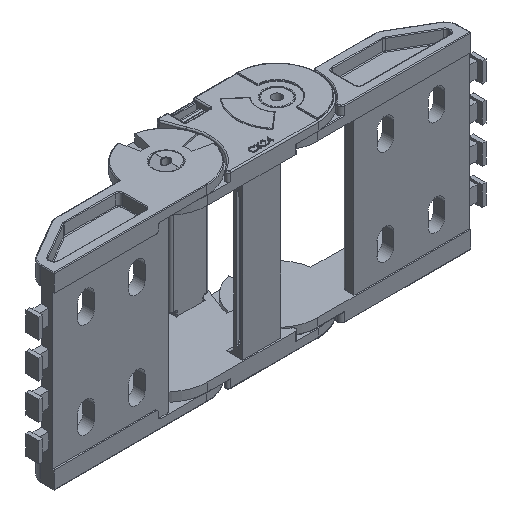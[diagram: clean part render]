
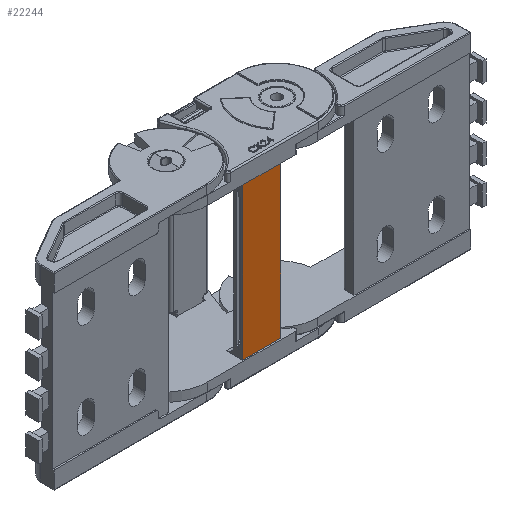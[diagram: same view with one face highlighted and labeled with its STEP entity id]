
A CAD part, isometric view. The second image highlights one B-rep face of the part: STEP entity #22244.
In plain terms, the highlighted planar face has unit normal (0, -1, 0).
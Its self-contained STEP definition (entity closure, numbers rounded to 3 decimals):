
#780 = EDGE_LOOP ( 'NONE', ( #27775, #25778, #20819, #6060 ) ) ;
#987 = CARTESIAN_POINT ( 'NONE',  ( 107.5, -15.75, 55. ) ) ;
#3006 = CARTESIAN_POINT ( 'NONE',  ( 107.5, -15.75, 30. ) ) ;
#3390 = DIRECTION ( 'NONE',  ( -1., 0., 0. ) ) ;
#3557 = DIRECTION ( 'NONE',  ( 0., 0., 1. ) ) ;
#3816 = VECTOR ( 'NONE', #3390, 1000. ) ;
#3995 = DIRECTION ( 'NONE',  ( -1., 0., 0. ) ) ;
#5262 = DIRECTION ( 'NONE',  ( 0., 0., -1. ) ) ;
#5381 = AXIS2_PLACEMENT_3D ( 'NONE', #6583, #8742, #3995 ) ;
#6060 = ORIENTED_EDGE ( 'NONE', *, *, #25957, .F. ) ;
#6367 = PLANE ( 'NONE',  #5381 ) ;
#6583 = CARTESIAN_POINT ( 'NONE',  ( 78.25, -15.75, 77. ) ) ;
#6603 = VECTOR ( 'NONE', #5262, 1000. ) ;
#8662 = VECTOR ( 'NONE', #24193, 1000. ) ;
#8742 = DIRECTION ( 'NONE',  ( 0., 1., 0. ) ) ;
#9621 = VERTEX_POINT ( 'NONE', #20216 ) ;
#12677 = FACE_OUTER_BOUND ( 'NONE', #780, .T. ) ;
#14498 = VERTEX_POINT ( 'NONE', #23881 ) ;
#14970 = EDGE_CURVE ( 'NONE', #25190, #14498, #20728, .T. ) ;
#16878 = LINE ( 'NONE', #25263, #3816 ) ;
#18827 = VERTEX_POINT ( 'NONE', #987 ) ;
#20216 = CARTESIAN_POINT ( 'NONE',  ( 107.5, -15.75, -5. ) ) ;
#20604 = CARTESIAN_POINT ( 'NONE',  ( 92.5, -15.75, 30. ) ) ;
#20728 = LINE ( 'NONE', #20604, #22281 ) ;
#20819 = ORIENTED_EDGE ( 'NONE', *, *, #30479, .F. ) ;
#21685 = LINE ( 'NONE', #28595, #8662 ) ;
#22244 = ADVANCED_FACE ( 'NONE', ( #12677 ), #6367, .F. ) ;
#22281 = VECTOR ( 'NONE', #3557, 1000. ) ;
#23870 = LINE ( 'NONE', #3006, #6603 ) ;
#23881 = CARTESIAN_POINT ( 'NONE',  ( 92.5, -15.75, 55. ) ) ;
#24193 = DIRECTION ( 'NONE',  ( 1., 0., 0. ) ) ;
#25190 = VERTEX_POINT ( 'NONE', #27686 ) ;
#25263 = CARTESIAN_POINT ( 'NONE',  ( 78.25, -15.75, -5. ) ) ;
#25778 = ORIENTED_EDGE ( 'NONE', *, *, #31864, .F. ) ;
#25957 = EDGE_CURVE ( 'NONE', #14498, #18827, #21685, .T. ) ;
#27686 = CARTESIAN_POINT ( 'NONE',  ( 92.5, -15.75, -5. ) ) ;
#27775 = ORIENTED_EDGE ( 'NONE', *, *, #14970, .F. ) ;
#28595 = CARTESIAN_POINT ( 'NONE',  ( 78.25, -15.75, 55. ) ) ;
#30479 = EDGE_CURVE ( 'NONE', #18827, #9621, #23870, .T. ) ;
#31864 = EDGE_CURVE ( 'NONE', #9621, #25190, #16878, .T. ) ;
